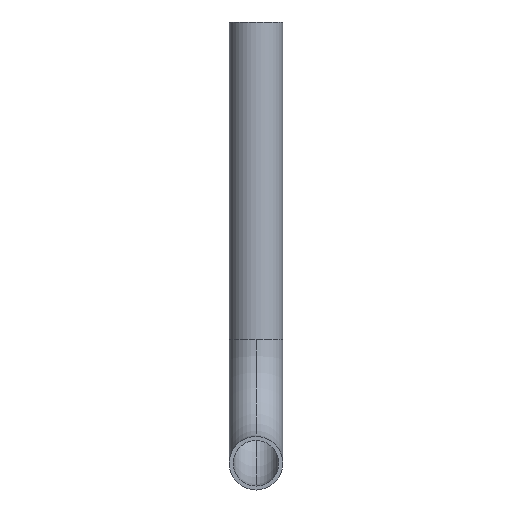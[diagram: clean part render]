
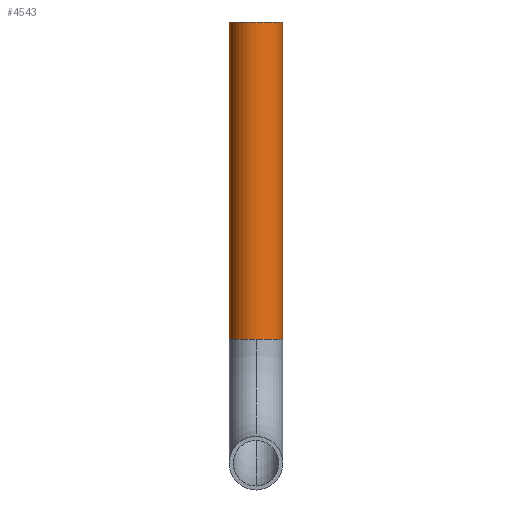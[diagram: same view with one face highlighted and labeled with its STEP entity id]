
A CAD part, front view. The second image highlights one B-rep face of the part: STEP entity #4543.
In plain terms, the highlighted cylindrical face has radius 16.85 mm (diameter 33.7 mm), a partial arc.
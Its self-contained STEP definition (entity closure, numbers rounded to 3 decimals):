
#5 = VECTOR ( 'NONE', #9963, 1000. ) ;
#436 = CARTESIAN_POINT ( 'NONE',  ( 0., 278., 78. ) ) ;
#496 = ORIENTED_EDGE ( 'NONE', *, *, #1240, .T. ) ;
#1240 = EDGE_CURVE ( 'NONE', #1606, #5220, #3522, .T. ) ;
#1493 = CARTESIAN_POINT ( 'NONE',  ( 0., 278., 278. ) ) ;
#1555 = DIRECTION ( 'NONE',  ( 0., 0., 1. ) ) ;
#1606 = VERTEX_POINT ( 'NONE', #8547 ) ;
#2044 = LINE ( 'NONE', #2979, #5 ) ;
#2110 = EDGE_CURVE ( 'NONE', #2268, #6028, #10148, .T. ) ;
#2193 = CARTESIAN_POINT ( 'NONE',  ( 0., 278., 78. ) ) ;
#2238 = AXIS2_PLACEMENT_3D ( 'NONE', #436, #9096, #10036 ) ;
#2268 = VERTEX_POINT ( 'NONE', #4450 ) ;
#2556 = ORIENTED_EDGE ( 'NONE', *, *, #3207, .T. ) ;
#2789 = CARTESIAN_POINT ( 'NONE',  ( 16.85, 278., 78. ) ) ;
#2979 = CARTESIAN_POINT ( 'NONE',  ( -16.85, 278., 78. ) ) ;
#3005 = CARTESIAN_POINT ( 'NONE',  ( 0., 278., 78. ) ) ;
#3207 = EDGE_CURVE ( 'NONE', #7908, #1606, #3451, .T. ) ;
#3218 = DIRECTION ( 'NONE',  ( 0., -1., 0. ) ) ;
#3448 = CARTESIAN_POINT ( 'NONE',  ( 16.85, 278., 278. ) ) ;
#3451 = CIRCLE ( 'NONE', #2238, 16.85 ) ;
#3522 = CIRCLE ( 'NONE', #10343, 16.85 ) ;
#3729 = LINE ( 'NONE', #7270, #9065 ) ;
#4057 = AXIS2_PLACEMENT_3D ( 'NONE', #3005, #7434, #9948 ) ;
#4450 = CARTESIAN_POINT ( 'NONE',  ( -16.85, 278., 278. ) ) ;
#4543 = ADVANCED_FACE ( 'NONE', ( #6480 ), #6193, .T. ) ;
#5220 = VERTEX_POINT ( 'NONE', #2789 ) ;
#5608 = CARTESIAN_POINT ( 'NONE',  ( -16.85, 278., 78. ) ) ;
#6028 = VERTEX_POINT ( 'NONE', #3448 ) ;
#6193 = CYLINDRICAL_SURFACE ( 'NONE', #4057, 16.85 ) ;
#6480 = FACE_OUTER_BOUND ( 'NONE', #9196, .T. ) ;
#6623 = AXIS2_PLACEMENT_3D ( 'NONE', #1493, #1555, #3218 ) ;
#6743 = ORIENTED_EDGE ( 'NONE', *, *, #11338, .T. ) ;
#7202 = EDGE_CURVE ( 'NONE', #7908, #2268, #2044, .T. ) ;
#7270 = CARTESIAN_POINT ( 'NONE',  ( 16.85, 278., 78. ) ) ;
#7434 = DIRECTION ( 'NONE',  ( 0., 0., 1. ) ) ;
#7908 = VERTEX_POINT ( 'NONE', #5608 ) ;
#8547 = CARTESIAN_POINT ( 'NONE',  ( 0., 261.15, 78. ) ) ;
#8548 = DIRECTION ( 'NONE',  ( 0., -1., 0. ) ) ;
#9065 = VECTOR ( 'NONE', #10714, 1000. ) ;
#9096 = DIRECTION ( 'NONE',  ( 0., 0., 1. ) ) ;
#9196 = EDGE_LOOP ( 'NONE', ( #11091, #2556, #496, #6743, #10350 ) ) ;
#9440 = DIRECTION ( 'NONE',  ( 0., 0., 1. ) ) ;
#9948 = DIRECTION ( 'NONE',  ( 1., 0., 0. ) ) ;
#9963 = DIRECTION ( 'NONE',  ( 0., 0., 1. ) ) ;
#10036 = DIRECTION ( 'NONE',  ( 0., -1., 0. ) ) ;
#10148 = CIRCLE ( 'NONE', #6623, 16.85 ) ;
#10343 = AXIS2_PLACEMENT_3D ( 'NONE', #2193, #9440, #8548 ) ;
#10350 = ORIENTED_EDGE ( 'NONE', *, *, #2110, .F. ) ;
#10714 = DIRECTION ( 'NONE',  ( 0., 0., 1. ) ) ;
#11091 = ORIENTED_EDGE ( 'NONE', *, *, #7202, .F. ) ;
#11338 = EDGE_CURVE ( 'NONE', #5220, #6028, #3729, .T. ) ;
